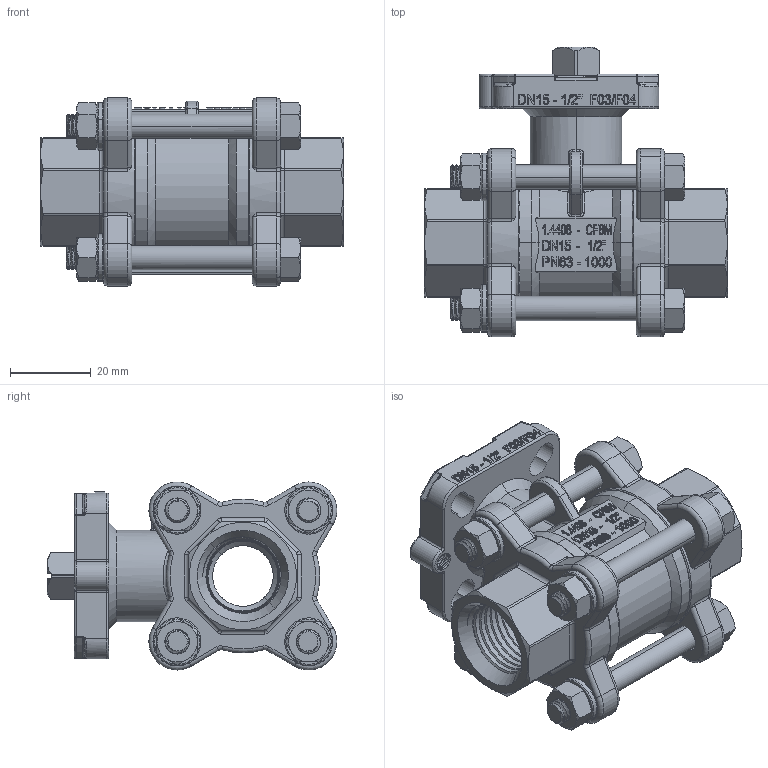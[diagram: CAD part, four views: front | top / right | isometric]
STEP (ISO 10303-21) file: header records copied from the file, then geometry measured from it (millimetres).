
FILE_DESCRIPTION (( 'STEP AP203' ), '1' );
FILE_NAME ('JV-35C (AOM).STEP', '2012-08-09T07:12:31', ( 'TULIPA' ), ( 'TULIPA' ), 'SwSTEP 2.0', 'SolidWorks 2005179', '' );
FILE_SCHEMA (( 'CONFIG_CONTROL_DESIGN' ));
Length unit declared in the file: millimetre
Products named in the file (1): JV-35C (AOM)
Bounding box: 75 x 71.71 x 46.53 mm (x, y, z)
Volume: 78415.3 mm3; surface area: 54567.2 mm2
Topology: 31 solids, 31 shells, 1728 faces, 4388 edges, 2783 vertices
Faces by surface type: plane 543, cylinder 496, bspline 280, cone 258, torus 136, sphere 15
Entity records: 108025 total; most frequent: CARTESIAN_POINT 69474, ORIENTED_EDGE 8724, DIRECTION 6943, EDGE_CURVE 4362, VERTEX_POINT 2774, AXIS2_PLACEMENT_3D 2508, VECTOR 1927, LINE 1927
